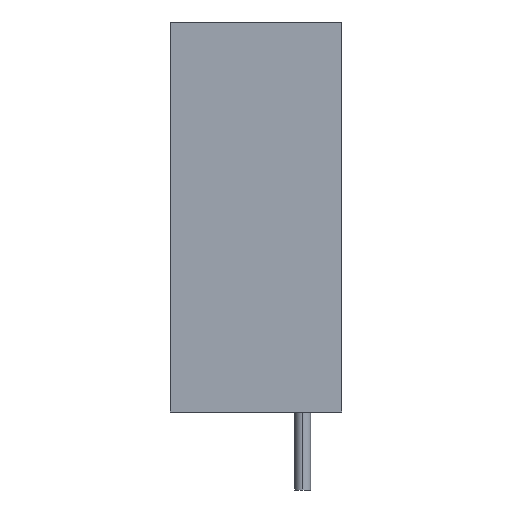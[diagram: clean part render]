
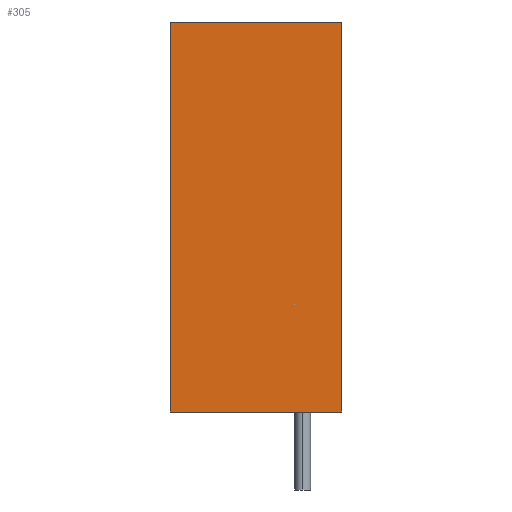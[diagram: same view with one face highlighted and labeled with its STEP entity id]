
A CAD part, left-side view. The second image highlights one B-rep face of the part: STEP entity #305.
In plain terms, the highlighted planar face has unit normal (-1, 0, 0).
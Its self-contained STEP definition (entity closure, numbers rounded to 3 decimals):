
#29 = VERTEX_POINT ( 'NONE', #841 ) ;
#63 = LINE ( 'NONE', #942, #368 ) ;
#108 = EDGE_CURVE ( 'NONE', #1654, #29, #114, .T. ) ;
#114 = LINE ( 'NONE', #1631, #1190 ) ;
#124 = ORIENTED_EDGE ( 'NONE', *, *, #636, .F. ) ;
#130 = DIRECTION ( 'NONE',  ( 0., 1., 0. ) ) ;
#144 = DIRECTION ( 'NONE',  ( 0., -1., 0. ) ) ;
#145 = CARTESIAN_POINT ( 'NONE',  ( -7.5, 0.005, 25. ) ) ;
#230 = AXIS2_PLACEMENT_3D ( 'NONE', #145, #1522, #130 ) ;
#282 = CARTESIAN_POINT ( 'NONE',  ( -7.5, -5.5, 25. ) ) ;
#297 = CARTESIAN_POINT ( 'NONE',  ( -7.5, -5.5, 0. ) ) ;
#305 = ADVANCED_FACE ( 'NONE', ( #1033 ), #1276, .F. ) ;
#332 = ORIENTED_EDGE ( 'NONE', *, *, #1264, .F. ) ;
#339 = DIRECTION ( 'NONE',  ( 0., 0., 1. ) ) ;
#368 = VECTOR ( 'NONE', #1590, 1000. ) ;
#507 = CARTESIAN_POINT ( 'NONE',  ( -7.5, 5.5, 0. ) ) ;
#631 = LINE ( 'NONE', #1527, #633 ) ;
#633 = VECTOR ( 'NONE', #144, 1000. ) ;
#636 = EDGE_CURVE ( 'NONE', #29, #1609, #631, .T. ) ;
#657 = EDGE_CURVE ( 'NONE', #1654, #1153, #1143, .T. ) ;
#841 = CARTESIAN_POINT ( 'NONE',  ( -7.5, 5.5, 25. ) ) ;
#861 = ORIENTED_EDGE ( 'NONE', *, *, #108, .F. ) ;
#942 = CARTESIAN_POINT ( 'NONE',  ( -7.5, -5.5, 25. ) ) ;
#1017 = DIRECTION ( 'NONE',  ( 0., -1., 0. ) ) ;
#1033 = FACE_OUTER_BOUND ( 'NONE', #1051, .T. ) ;
#1051 = EDGE_LOOP ( 'NONE', ( #332, #124, #861, #1126 ) ) ;
#1126 = ORIENTED_EDGE ( 'NONE', *, *, #657, .T. ) ;
#1143 = LINE ( 'NONE', #1395, #1572 ) ;
#1153 = VERTEX_POINT ( 'NONE', #297 ) ;
#1190 = VECTOR ( 'NONE', #339, 1000. ) ;
#1264 = EDGE_CURVE ( 'NONE', #1609, #1153, #63, .T. ) ;
#1276 = PLANE ( 'NONE',  #230 ) ;
#1395 = CARTESIAN_POINT ( 'NONE',  ( -7.5, 0., 0. ) ) ;
#1522 = DIRECTION ( 'NONE',  ( 1., 0., 0. ) ) ;
#1527 = CARTESIAN_POINT ( 'NONE',  ( -7.5, 0., 25. ) ) ;
#1572 = VECTOR ( 'NONE', #1017, 1000. ) ;
#1590 = DIRECTION ( 'NONE',  ( 0., 0., -1. ) ) ;
#1609 = VERTEX_POINT ( 'NONE', #282 ) ;
#1631 = CARTESIAN_POINT ( 'NONE',  ( -7.5, 5.5, 25. ) ) ;
#1654 = VERTEX_POINT ( 'NONE', #507 ) ;
